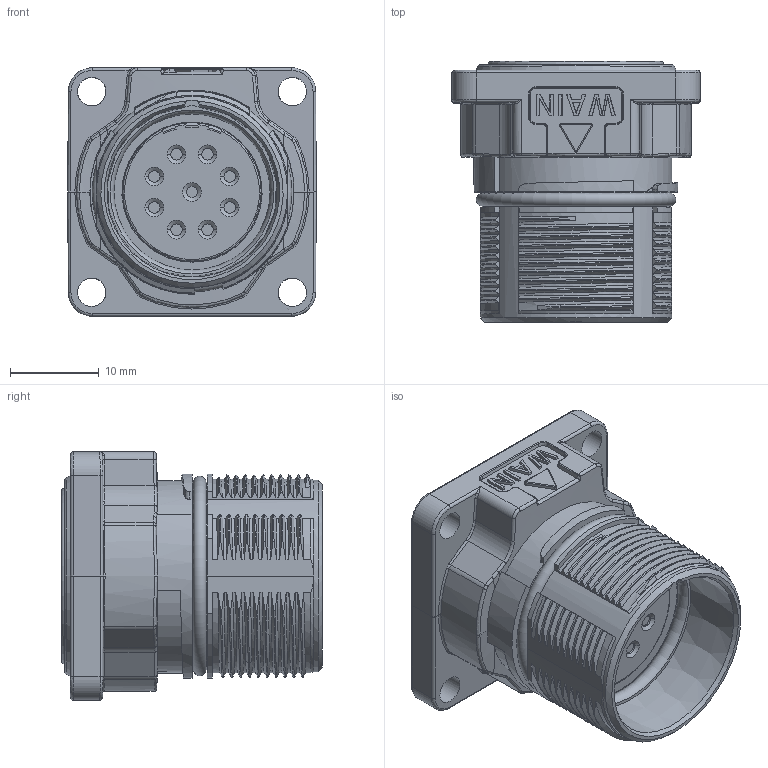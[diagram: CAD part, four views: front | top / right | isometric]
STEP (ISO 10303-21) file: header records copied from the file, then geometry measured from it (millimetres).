
FILE_DESCRIPTION(/* description */ (''),/* implementation_level */ '2;1');
FILE_NAME(/* name */ '3D_1810093001509_MR23-009_B-BK28-OD3.2_V1.0_stp.stp',/* time_stamp */ '2024-01-04T10:18:50+08:00',/* author */ (''),/* organization */ (''),/* preprocessor_version */ 'ST-DEVELOPER v18.1',/* originating_system */ 'SIEMENS PLM Software NX 1980',/* authorisation */ '');
FILE_SCHEMA (('AUTOMOTIVE_DESIGN { 1 0 10303 214 3 1 1 1 }'));
Length unit declared in the file: millimetre
Products named in the file (1): 3D_1810093001509_MR23-009_B-BK28-OD3.2_V1.0_stp
Bounding box: 28 x 29.4 x 28 mm (x, y, z)
Volume: 10356.2 mm3; surface area: 6054.6 mm2
Topology: 1 solids, 7 shells, 706 faces, 1864 edges, 1183 vertices
Faces by surface type: cylinder 244, cone 183, plane 180, torus 63, sphere 22, bspline 11, extrusion 2, revolution 1
Full cylindrical faces by diameter (mm): 1.3 x1, 3.2 x4, 15.8 x1, 19.8 x1, 20 x1, 20.7 x1, 21.15 x2, 21.55 x1
Entity records: 27662 total; most frequent: CARTESIAN_POINT 7978, ORIENTED_EDGE 3608, DIRECTION 2625, EDGE_CURVE 1804, VERTEX_POINT 1163, AXIS2_PLACEMENT_3D 1055, B_SPLINE_CURVE_WITH_KNOTS 927, EDGE_LOOP 778
